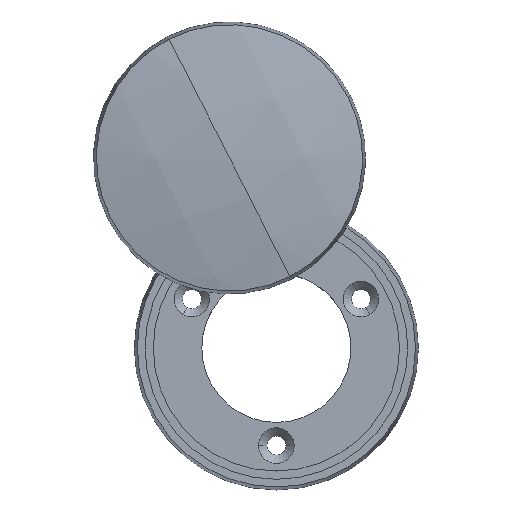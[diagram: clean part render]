
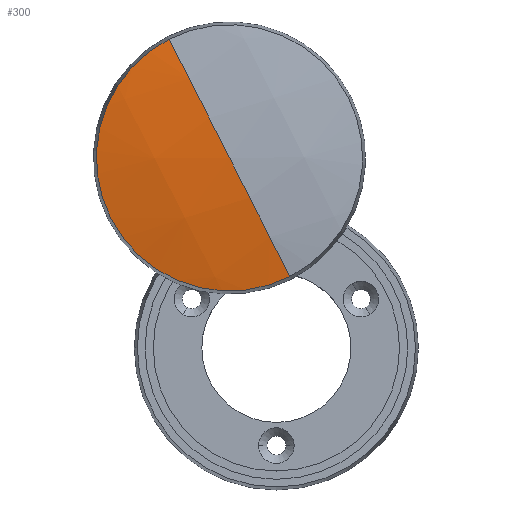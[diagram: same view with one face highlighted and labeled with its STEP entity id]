
A CAD part, top view. The second image highlights one B-rep face of the part: STEP entity #300.
In plain terms, the highlighted spherical face has radius 110 mm.
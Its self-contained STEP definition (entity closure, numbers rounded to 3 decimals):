
#85 = CARTESIAN_POINT ( 'NONE',  ( 0., 0., -96.5 ) ) ;
#86 = DIRECTION ( 'NONE',  ( -1., 0., 0. ) ) ;
#87 = DIRECTION ( 'NONE',  ( 0., 1., 0. ) ) ;
#120 = EDGE_CURVE ( 'NONE', #1171, #1677, #1561, .T. ) ;
#123 = EDGE_CURVE ( 'NONE', #1194, #1677, #1564, .T. ) ;
#125 = EDGE_CURVE ( 'NONE', #1172, #1171, #1566, .T. ) ;
#260 = EDGE_CURVE ( 'NONE', #1194, #1172, #1429, .T. ) ;
#300 = ADVANCED_FACE ( 'NONE', ( #327 ), #329, .T. ) ;
#327 = FACE_OUTER_BOUND ( 'NONE', #738, .T. ) ;
#328 = AXIS2_PLACEMENT_3D ( 'NONE', #85, #86, #87 ) ;
#329 = SPHERICAL_SURFACE ( 'NONE', #328, 110. ) ;
#357 = AXIS2_PLACEMENT_3D ( 'NONE', #912, #919, #920 ) ;
#536 = CARTESIAN_POINT ( 'NONE',  ( 0., 0., -96.5 ) ) ;
#537 = DIRECTION ( 'NONE',  ( 1., 0., 0. ) ) ;
#538 = DIRECTION ( 'NONE',  ( 0., 1., 0. ) ) ;
#578 = CARTESIAN_POINT ( 'NONE',  ( 0., 22.5, 11.174 ) ) ;
#579 = CARTESIAN_POINT ( 'NONE',  ( 22.5, 0., 11.174 ) ) ;
#601 = CARTESIAN_POINT ( 'NONE',  ( 0., -22.5, 11.174 ) ) ;
#650 = CARTESIAN_POINT ( 'NONE',  ( 0., 0., 13.5 ) ) ;
#738 = EDGE_LOOP ( 'NONE', ( #883, #884, #885, #882 ) ) ;
#882 = ORIENTED_EDGE ( 'NONE', *, *, #120, .T. ) ;
#883 = ORIENTED_EDGE ( 'NONE', *, *, #123, .F. ) ;
#884 = ORIENTED_EDGE ( 'NONE', *, *, #260, .T. ) ;
#885 = ORIENTED_EDGE ( 'NONE', *, *, #125, .T. ) ;
#912 = CARTESIAN_POINT ( 'NONE',  ( 0., 0., 11.174 ) ) ;
#919 = DIRECTION ( 'NONE',  ( 0., 0., 1. ) ) ;
#920 = DIRECTION ( 'NONE',  ( 1., 0., 0. ) ) ;
#1171 = VERTEX_POINT ( 'NONE', #578 ) ;
#1172 = VERTEX_POINT ( 'NONE', #579 ) ;
#1194 = VERTEX_POINT ( 'NONE', #601 ) ;
#1271 = CARTESIAN_POINT ( 'NONE',  ( 0., 0., -96.5 ) ) ;
#1272 = DIRECTION ( 'NONE',  ( -1., 0., 0. ) ) ;
#1273 = DIRECTION ( 'NONE',  ( 0., -1., 0. ) ) ;
#1277 = CARTESIAN_POINT ( 'NONE',  ( 0., 0., 11.174 ) ) ;
#1278 = DIRECTION ( 'NONE',  ( 0., 0., 1. ) ) ;
#1279 = DIRECTION ( 'NONE',  ( 1., 0., 0. ) ) ;
#1429 = CIRCLE ( 'NONE', #357, 22.5 ) ;
#1561 = CIRCLE ( 'NONE', #1628, 110. ) ;
#1564 = CIRCLE ( 'NONE', #1626, 110. ) ;
#1566 = CIRCLE ( 'NONE', #1629, 22.5 ) ;
#1626 = AXIS2_PLACEMENT_3D ( 'NONE', #1271, #1272, #1273 ) ;
#1628 = AXIS2_PLACEMENT_3D ( 'NONE', #536, #537, #538 ) ;
#1629 = AXIS2_PLACEMENT_3D ( 'NONE', #1277, #1278, #1279 ) ;
#1677 = VERTEX_POINT ( 'NONE', #650 ) ;
